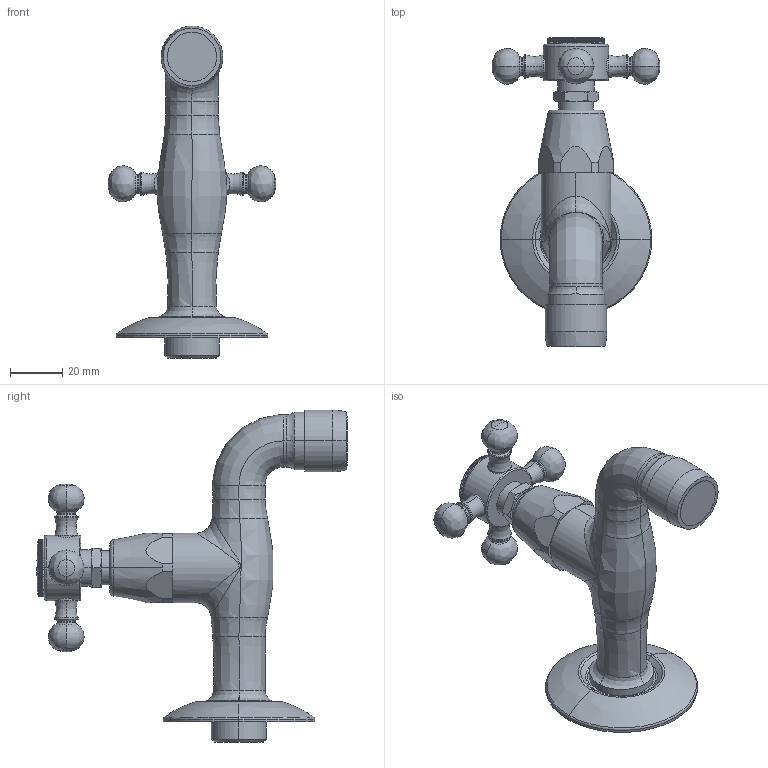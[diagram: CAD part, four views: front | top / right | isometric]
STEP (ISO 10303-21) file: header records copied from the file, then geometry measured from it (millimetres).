
FILE_DESCRIPTION((''),'2;1');
FILE_NAME('VLV213CR','2021-11-11T08:46:11',('ut3'),('PAFFONI SpA'),'CREO PARAMETRIC BY PTC INC, 2020044','CREO PARAMETRIC BY PTC INC, 2020044','');
FILE_SCHEMA(('CONFIG_CONTROL_DESIGN','SHAPE_APPEARANCE_LAYERS_GROUPS'));
Length unit declared in the file: millimetre
Products named in the file (1): VLV213CR
Bounding box: 64.07 x 118.45 x 126.8 mm (x, y, z)
Volume: 104047.3 mm3; surface area: 24126.8 mm2
Topology: 1 solids, 1 shells, 515 faces, 1364 edges, 857 vertices
Faces by surface type: plane 234, cylinder 152, bspline 53, torus 46, cone 18, sphere 12
Entity records: 24616 total; most frequent: CARTESIAN_POINT 8190, ORIENTED_EDGE 2708, DIRECTION 2431, EDGE_CURVE 1354, AXIS2_PLACEMENT_3D 926, VERTEX_POINT 857, FILL_AREA_STYLE_COLOUR 612, FILL_AREA_STYLE 612
